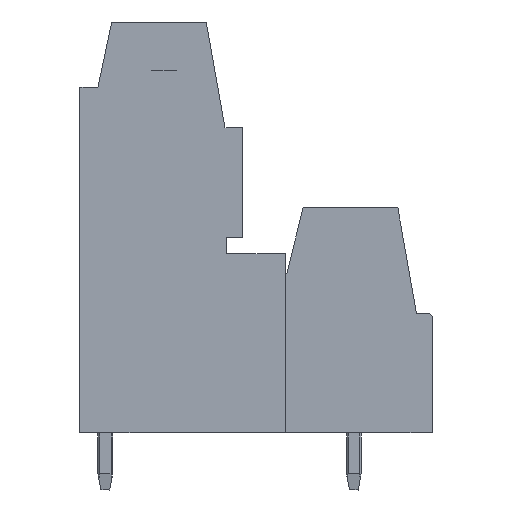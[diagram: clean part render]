
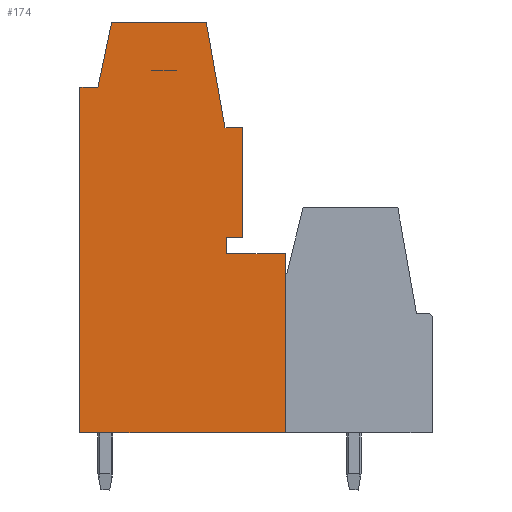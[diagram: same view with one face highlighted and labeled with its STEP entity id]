
A CAD part, left-side view. The second image highlights one B-rep face of the part: STEP entity #174.
In plain terms, the highlighted planar face has unit normal (-1, 0, 0).
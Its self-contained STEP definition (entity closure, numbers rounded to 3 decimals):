
#74=AXIS2_PLACEMENT_3D('Plane Axis2P3D',#71,#72,#73) ;
#71=CARTESIAN_POINT('Axis2P3D Location',(0.,0.,0.)) ;
#76=CARTESIAN_POINT('Line Origine',(0.,9.,9.)) ;
#80=CARTESIAN_POINT('Vertex',(0.,9.,3.5)) ;
#82=CARTESIAN_POINT('Vertex',(0.,9.,14.5)) ;
#85=CARTESIAN_POINT('Line Origine',(0.,10.8,14.5)) ;
#89=CARTESIAN_POINT('Vertex',(0.,12.6,14.5)) ;
#92=CARTESIAN_POINT('Line Origine',(0.,12.6,15.)) ;
#96=CARTESIAN_POINT('Vertex',(0.,12.6,15.5)) ;
#99=CARTESIAN_POINT('Line Origine',(0.,12.1,15.5)) ;
#103=CARTESIAN_POINT('Vertex',(0.,11.6,15.5)) ;
#106=CARTESIAN_POINT('Line Origine',(0.,11.6,18.85)) ;
#110=CARTESIAN_POINT('Vertex',(0.,11.6,22.2)) ;
#113=CARTESIAN_POINT('Line Origine',(0.,12.152,22.2)) ;
#117=CARTESIAN_POINT('Vertex',(0.,12.704,22.2)) ;
#120=CARTESIAN_POINT('Line Origine',(0.,13.277,25.45)) ;
#124=CARTESIAN_POINT('Vertex',(0.,13.85,28.7)) ;
#127=CARTESIAN_POINT('Line Origine',(0.,16.75,28.7)) ;
#131=CARTESIAN_POINT('Vertex',(0.,19.65,28.7)) ;
#134=CARTESIAN_POINT('Line Origine',(0.,20.075,26.7)) ;
#138=CARTESIAN_POINT('Vertex',(0.,20.5,24.7)) ;
#141=CARTESIAN_POINT('Line Origine',(0.,21.05,24.7)) ;
#145=CARTESIAN_POINT('Vertex',(0.,21.6,24.7)) ;
#148=CARTESIAN_POINT('Line Origine',(0.,21.6,14.1)) ;
#152=CARTESIAN_POINT('Vertex',(0.,21.6,3.5)) ;
#155=CARTESIAN_POINT('Line Origine',(0.,15.3,3.5)) ;
#72=DIRECTION('Axis2P3D Direction',(-1.,0.,0.)) ;
#73=DIRECTION('Axis2P3D XDirection',(0.,0.,1.)) ;
#77=DIRECTION('Vector Direction',(0.,0.,1.)) ;
#86=DIRECTION('Vector Direction',(0.,-1.,0.)) ;
#93=DIRECTION('Vector Direction',(0.,0.,-1.)) ;
#100=DIRECTION('Vector Direction',(0.,1.,0.)) ;
#107=DIRECTION('Vector Direction',(0.,0.,-1.)) ;
#114=DIRECTION('Vector Direction',(0.,-1.,0.)) ;
#121=DIRECTION('Vector Direction',(0.,-0.174,-0.985)) ;
#128=DIRECTION('Vector Direction',(0.,-1.,0.)) ;
#135=DIRECTION('Vector Direction',(0.,-0.208,0.978)) ;
#142=DIRECTION('Vector Direction',(0.,-1.,0.)) ;
#149=DIRECTION('Vector Direction',(0.,0.,1.)) ;
#156=DIRECTION('Vector Direction',(0.,1.,0.)) ;
#78=VECTOR('Line Direction',#77,1.) ;
#87=VECTOR('Line Direction',#86,1.) ;
#94=VECTOR('Line Direction',#93,1.) ;
#101=VECTOR('Line Direction',#100,1.) ;
#108=VECTOR('Line Direction',#107,1.) ;
#115=VECTOR('Line Direction',#114,1.) ;
#122=VECTOR('Line Direction',#121,1.) ;
#129=VECTOR('Line Direction',#128,1.) ;
#136=VECTOR('Line Direction',#135,1.) ;
#143=VECTOR('Line Direction',#142,1.) ;
#150=VECTOR('Line Direction',#149,1.) ;
#157=VECTOR('Line Direction',#156,1.) ;
#161=ORIENTED_EDGE('',*,*,#84,.T.) ;
#162=ORIENTED_EDGE('',*,*,#91,.T.) ;
#163=ORIENTED_EDGE('',*,*,#98,.T.) ;
#164=ORIENTED_EDGE('',*,*,#105,.T.) ;
#165=ORIENTED_EDGE('',*,*,#112,.T.) ;
#166=ORIENTED_EDGE('',*,*,#119,.T.) ;
#167=ORIENTED_EDGE('',*,*,#126,.T.) ;
#168=ORIENTED_EDGE('',*,*,#133,.T.) ;
#169=ORIENTED_EDGE('',*,*,#140,.T.) ;
#170=ORIENTED_EDGE('',*,*,#147,.T.) ;
#171=ORIENTED_EDGE('',*,*,#154,.T.) ;
#172=ORIENTED_EDGE('',*,*,#159,.T.) ;
#174=ADVANCED_FACE('_LM2N 5.08/48/90 3.5 OR 1769070000',(#173),#75,.T.) ;
#84=EDGE_CURVE('',#81,#83,#79,.T.) ;
#91=EDGE_CURVE('',#83,#90,#88,.F.) ;
#98=EDGE_CURVE('',#90,#97,#95,.F.) ;
#105=EDGE_CURVE('',#97,#104,#102,.F.) ;
#112=EDGE_CURVE('',#104,#111,#109,.F.) ;
#119=EDGE_CURVE('',#111,#118,#116,.F.) ;
#126=EDGE_CURVE('',#118,#125,#123,.F.) ;
#133=EDGE_CURVE('',#125,#132,#130,.F.) ;
#140=EDGE_CURVE('',#132,#139,#137,.F.) ;
#147=EDGE_CURVE('',#139,#146,#144,.F.) ;
#154=EDGE_CURVE('',#146,#153,#151,.F.) ;
#159=EDGE_CURVE('',#153,#81,#158,.F.) ;
#160=EDGE_LOOP('',(#161,#162,#163,#164,#165,#166,#167,#168,#169,#170,#171,#172)) ;
#173=FACE_OUTER_BOUND('',#160,.T.) ;
#79=LINE('Line',#76,#78) ;
#88=LINE('Line',#85,#87) ;
#95=LINE('Line',#92,#94) ;
#102=LINE('Line',#99,#101) ;
#109=LINE('Line',#106,#108) ;
#116=LINE('Line',#113,#115) ;
#123=LINE('Line',#120,#122) ;
#130=LINE('Line',#127,#129) ;
#137=LINE('Line',#134,#136) ;
#144=LINE('Line',#141,#143) ;
#151=LINE('Line',#148,#150) ;
#158=LINE('Line',#155,#157) ;
#75=PLANE('',#74) ;
#81=VERTEX_POINT('',#80) ;
#83=VERTEX_POINT('',#82) ;
#90=VERTEX_POINT('',#89) ;
#97=VERTEX_POINT('',#96) ;
#104=VERTEX_POINT('',#103) ;
#111=VERTEX_POINT('',#110) ;
#118=VERTEX_POINT('',#117) ;
#125=VERTEX_POINT('',#124) ;
#132=VERTEX_POINT('',#131) ;
#139=VERTEX_POINT('',#138) ;
#146=VERTEX_POINT('',#145) ;
#153=VERTEX_POINT('',#152) ;
